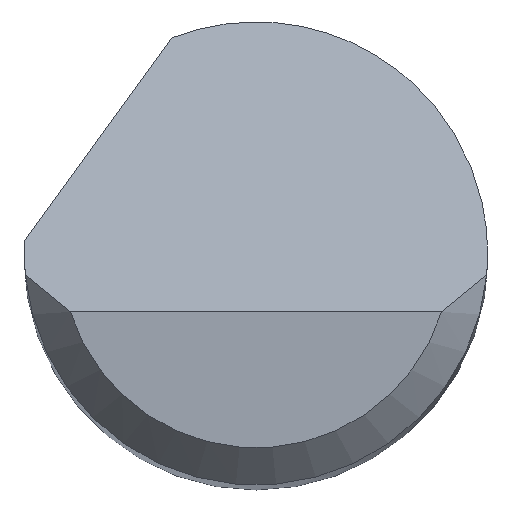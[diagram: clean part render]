
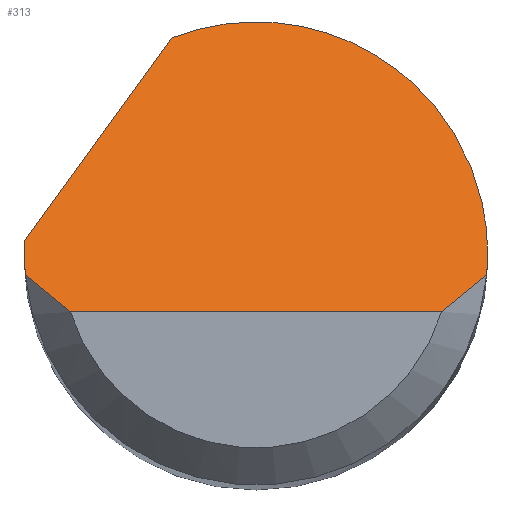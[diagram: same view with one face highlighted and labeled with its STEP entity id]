
A CAD part, top view. The second image highlights one B-rep face of the part: STEP entity #313.
In plain terms, the highlighted planar face has unit normal (0, 0.707, 0.707).
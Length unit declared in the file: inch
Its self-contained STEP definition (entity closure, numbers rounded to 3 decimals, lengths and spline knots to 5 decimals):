
#1 = CARTESIAN_POINT ( 'NONE',  ( 0.09334, -0.00875, 1.485 ) ) ;
#9 = AXIS2_PLACEMENT_3D ( 'NONE', #701, #1091, #17 ) ;
#10 = CARTESIAN_POINT ( 'NONE',  ( -0.09361, -0.00584, 1.48209 ) ) ;
#13 = ORIENTED_EDGE ( 'NONE', *, *, #537, .F. ) ;
#17 = DIRECTION ( 'NONE',  ( 0., 0.707, -0.707 ) ) ;
#27 = EDGE_CURVE ( 'NONE', #899, #1011, #907, .T. ) ;
#32 = CARTESIAN_POINT ( 'NONE',  ( -0.09375, 0.00167, 1.47458 ) ) ;
#43 = CARTESIAN_POINT ( 'NONE',  ( -0.08761, -0.01397, 1.49022 ) ) ;
#59 = CARTESIAN_POINT ( 'NONE',  ( -0.09334, -0.00875, 1.485 ) ) ;
#63 = CARTESIAN_POINT ( 'NONE',  ( -0.03394, 0.08739, 1.38886 ) ) ;
#64 =( BOUNDED_CURVE ( )  B_SPLINE_CURVE ( 3, ( #920, #32, #438, #823 ),
 .UNSPECIFIED., .F., .F. ) 
 B_SPLINE_CURVE_WITH_KNOTS ( ( 4, 4 ),
 ( 4.71239, 4.76575 ),
 .UNSPECIFIED. ) 
 CURVE ( )  GEOMETRIC_REPRESENTATION_ITEM ( )  RATIONAL_B_SPLINE_CURVE ( ( 1., 1., 1., 1. ) ) 
 REPRESENTATION_ITEM ( '' )  );
#67 = CARTESIAN_POINT ( 'NONE',  ( -0.08157, -0.019, 1.49525 ) ) ;
#71 = CARTESIAN_POINT ( 'NONE',  ( 0., -0.02375, 1.5 ) ) ;
#122 = ORIENTED_EDGE ( 'NONE', *, *, #27, .T. ) ;
#142 = CARTESIAN_POINT ( 'NONE',  ( 0.09375, 0.07266, 1.40359 ) ) ;
#173 = DIRECTION ( 'NONE',  ( 1., 0., 0. ) ) ;
#187 = CARTESIAN_POINT ( 'NONE',  ( -0.11014, -0.01781, 1.49406 ) ) ;
#196 = CARTESIAN_POINT ( 'NONE',  ( 0.07508, -0.02375, 1.5 ) ) ;
#199 = EDGE_CURVE ( 'NONE', #322, #1214, #984, .T. ) ;
#207 = EDGE_CURVE ( 'NONE', #575, #469, #1080, .T. ) ;
#235 = CARTESIAN_POINT ( 'NONE',  ( -0.03394, 0.08739, 1.38886 ) ) ;
#252 = CARTESIAN_POINT ( 'NONE',  ( 0.09334, -0.00875, 1.485 ) ) ;
#258 = CARTESIAN_POINT ( 'NONE',  ( 0.03379, 0.11369, 1.36256 ) ) ;
#272 = CARTESIAN_POINT ( 'NONE',  ( 0.09334, -0.00875, 1.485 ) ) ;
#286 = ORIENTED_EDGE ( 'NONE', *, *, #762, .T. ) ;
#287 = ORIENTED_EDGE ( 'NONE', *, *, #370, .F. ) ;
#311 = VERTEX_POINT ( 'NONE', #196 ) ;
#313 = ADVANCED_FACE ( 'NONE', ( #315 ), #697, .F. ) ;
#315 = FACE_OUTER_BOUND ( 'NONE', #1097, .T. ) ;
#322 = VERTEX_POINT ( 'NONE', #611 ) ;
#370 = EDGE_CURVE ( 'NONE', #899, #573, #1106, .T. ) ;
#372 = ORIENTED_EDGE ( 'NONE', *, *, #199, .F. ) ;
#389 = CARTESIAN_POINT ( 'NONE',  ( 0.09361, -0.00584, 1.48209 ) ) ;
#406 = CARTESIAN_POINT ( 'NONE',  ( 0.09375, 0., 1.47625 ) ) ;
#413 = CARTESIAN_POINT ( 'NONE',  ( -0.09375, -0.00292, 1.47917 ) ) ;
#425 = VECTOR ( 'NONE', #577, 39.37008 ) ;
#438 = CARTESIAN_POINT ( 'NONE',  ( -0.09371, 0.00333, 1.47292 ) ) ;
#469 = VERTEX_POINT ( 'NONE', #235 ) ;
#478 = EDGE_CURVE ( 'NONE', #469, #322, #586, .T. ) ;
#506 = CARTESIAN_POINT ( 'NONE',  ( -0.09334, -0.00875, 1.485 ) ) ;
#537 = EDGE_CURVE ( 'NONE', #573, #575, #64, .T. ) ;
#573 = VERTEX_POINT ( 'NONE', #735 ) ;
#575 = VERTEX_POINT ( 'NONE', #646 ) ;
#577 = DIRECTION ( 'NONE',  ( 0.456, 0.629, -0.629 ) ) ;
#586 =( BOUNDED_CURVE ( )  B_SPLINE_CURVE ( 3, ( #63, #258, #142, #942 ),
 .UNSPECIFIED., .F., .F. ) 
 B_SPLINE_CURVE_WITH_KNOTS ( ( 4, 4 ),
 ( 5.91277, 7.85398 ),
 .UNSPECIFIED. ) 
 CURVE ( )  GEOMETRIC_REPRESENTATION_ITEM ( )  RATIONAL_B_SPLINE_CURVE ( ( 1., 0.71, 0.71, 1. ) ) 
 REPRESENTATION_ITEM ( '' )  );
#611 = CARTESIAN_POINT ( 'NONE',  ( 0.09375, 0., 1.47625 ) ) ;
#646 = CARTESIAN_POINT ( 'NONE',  ( -0.09362, 0.005, 1.47125 ) ) ;
#697 = PLANE ( 'NONE',  #9 ) ;
#701 = CARTESIAN_POINT ( 'NONE',  ( -0.09375, -0.02375, 1.5 ) ) ;
#733 = CARTESIAN_POINT ( 'NONE',  ( -0.07508, -0.02375, 1.5 ) ) ;
#735 = CARTESIAN_POINT ( 'NONE',  ( -0.09375, 0., 1.47625 ) ) ;
#750 = CARTESIAN_POINT ( 'NONE',  ( 0.08157, -0.019, 1.49525 ) ) ;
#755 = EDGE_CURVE ( 'NONE', #311, #1214, #956, .T. ) ;
#762 = EDGE_CURVE ( 'NONE', #1011, #311, #841, .T. ) ;
#803 = ORIENTED_EDGE ( 'NONE', *, *, #755, .T. ) ;
#823 = CARTESIAN_POINT ( 'NONE',  ( -0.09362, 0.005, 1.47125 ) ) ;
#841 = LINE ( 'NONE', #71, #1084 ) ;
#890 = CARTESIAN_POINT ( 'NONE',  ( -0.09334, -0.00875, 1.485 ) ) ;
#899 = VERTEX_POINT ( 'NONE', #890 ) ;
#907 = B_SPLINE_CURVE_WITH_KNOTS ( 'NONE', 3,
 ( #59, #43, #67, #733 ),
 .UNSPECIFIED., .F., .F.,
 ( 4, 4 ),
 ( 0., 0.00071 ),
 .UNSPECIFIED. ) ;
#920 = CARTESIAN_POINT ( 'NONE',  ( -0.09375, 0., 1.47625 ) ) ;
#942 = CARTESIAN_POINT ( 'NONE',  ( 0.09375, 0., 1.47625 ) ) ;
#950 = CARTESIAN_POINT ( 'NONE',  ( 0.08761, -0.01397, 1.49022 ) ) ;
#956 = B_SPLINE_CURVE_WITH_KNOTS ( 'NONE', 3,
 ( #1150, #750, #950, #272 ),
 .UNSPECIFIED., .F., .F.,
 ( 4, 4 ),
 ( 0., 0.00071 ),
 .UNSPECIFIED. ) ;
#984 =( BOUNDED_CURVE ( )  B_SPLINE_CURVE ( 3, ( #406, #1058, #389, #1 ),
 .UNSPECIFIED., .F., .T. ) 
 B_SPLINE_CURVE_WITH_KNOTS ( ( 4, 4 ),
 ( 1.5708, 1.66427 ),
 .UNSPECIFIED. ) 
 CURVE ( )  GEOMETRIC_REPRESENTATION_ITEM ( )  RATIONAL_B_SPLINE_CURVE ( ( 1., 0.999, 0.999, 1. ) ) 
 REPRESENTATION_ITEM ( '' )  );
#1011 = VERTEX_POINT ( 'NONE', #1100 ) ;
#1025 = ORIENTED_EDGE ( 'NONE', *, *, #207, .F. ) ;
#1058 = CARTESIAN_POINT ( 'NONE',  ( 0.09375, -0.00292, 1.47917 ) ) ;
#1080 = LINE ( 'NONE', #187, #425 ) ;
#1084 = VECTOR ( 'NONE', #173, 39.37008 ) ;
#1091 = DIRECTION ( 'NONE',  ( 0., -0.707, -0.707 ) ) ;
#1097 = EDGE_LOOP ( 'NONE', ( #286, #803, #372, #1270, #1025, #13, #287, #122 ) ) ;
#1100 = CARTESIAN_POINT ( 'NONE',  ( -0.07508, -0.02375, 1.5 ) ) ;
#1101 = CARTESIAN_POINT ( 'NONE',  ( -0.09375, 0., 1.47625 ) ) ;
#1106 =( BOUNDED_CURVE ( )  B_SPLINE_CURVE ( 3, ( #506, #10, #413, #1101 ),
 .UNSPECIFIED., .F., .F. ) 
 B_SPLINE_CURVE_WITH_KNOTS ( ( 4, 4 ),
 ( 4.61892, 4.71239 ),
 .UNSPECIFIED. ) 
 CURVE ( )  GEOMETRIC_REPRESENTATION_ITEM ( )  RATIONAL_B_SPLINE_CURVE ( ( 1., 0.999, 0.999, 1. ) ) 
 REPRESENTATION_ITEM ( '' )  );
#1150 = CARTESIAN_POINT ( 'NONE',  ( 0.07508, -0.02375, 1.5 ) ) ;
#1214 = VERTEX_POINT ( 'NONE', #252 ) ;
#1270 = ORIENTED_EDGE ( 'NONE', *, *, #478, .F. ) ;
